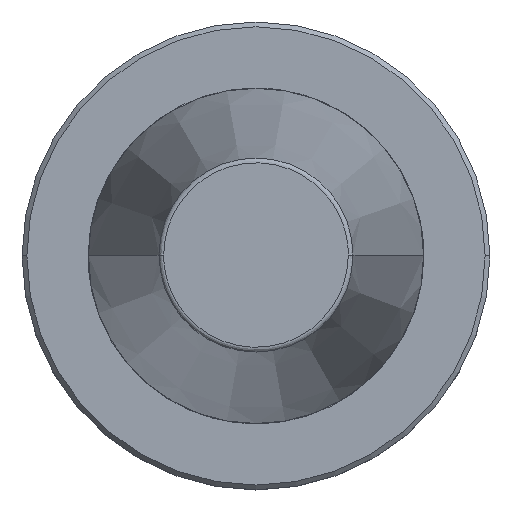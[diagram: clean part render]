
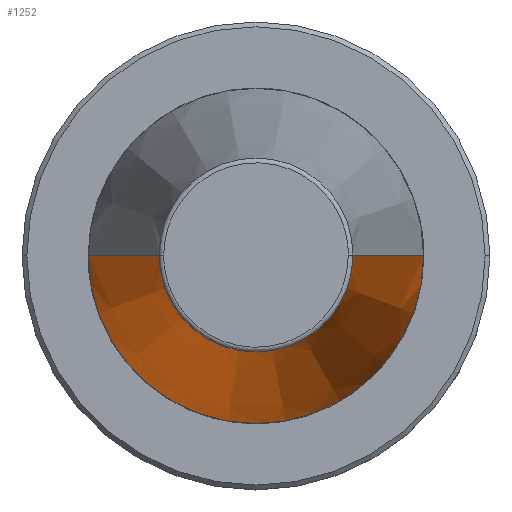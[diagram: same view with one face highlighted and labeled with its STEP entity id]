
A CAD part, top view. The second image highlights one B-rep face of the part: STEP entity #1252.
In plain terms, the highlighted conical face has half-angle 8.297 degrees and reference radius 34.925 mm.
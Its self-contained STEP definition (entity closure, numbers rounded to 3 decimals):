
#25 = VERTEX_POINT ( 'NONE', #1015 ) ;
#28 = VECTOR ( 'NONE', #1523, 1000. ) ;
#42 = EDGE_CURVE ( 'NONE', #1223, #108, #802, .T. ) ;
#74 = AXIS2_PLACEMENT_3D ( 'NONE', #1144, #1137, #1083 ) ;
#108 = VERTEX_POINT ( 'NONE', #1538 ) ;
#113 = CARTESIAN_POINT ( 'NONE',  ( 20.211, 0., 100.894 ) ) ;
#218 = EDGE_LOOP ( 'NONE', ( #982, #377, #1054, #927 ) ) ;
#315 = AXIS2_PLACEMENT_3D ( 'NONE', #991, #1026, #1136 ) ;
#377 = ORIENTED_EDGE ( 'NONE', *, *, #1530, .T. ) ;
#615 = LINE ( 'NONE', #640, #618 ) ;
#618 = VECTOR ( 'NONE', #1102, 1000. ) ;
#640 = CARTESIAN_POINT ( 'NONE',  ( 34.925, 0., 0. ) ) ;
#670 = VERTEX_POINT ( 'NONE', #113 ) ;
#676 = CIRCLE ( 'NONE', #315, 20.211 ) ;
#760 = EDGE_CURVE ( 'NONE', #670, #25, #615, .T. ) ;
#802 = LINE ( 'NONE', #1448, #28 ) ;
#828 = CONICAL_SURFACE ( 'NONE', #1401, 34.925, 0.145 ) ;
#877 = FACE_OUTER_BOUND ( 'NONE', #218, .T. ) ;
#927 = ORIENTED_EDGE ( 'NONE', *, *, #1127, .T. ) ;
#957 = DIRECTION ( 'NONE',  ( 0., 0., -1. ) ) ;
#973 = CARTESIAN_POINT ( 'NONE',  ( 0., 0., 0. ) ) ;
#982 = ORIENTED_EDGE ( 'NONE', *, *, #760, .F. ) ;
#991 = CARTESIAN_POINT ( 'NONE',  ( 0., 0., 100.894 ) ) ;
#998 = DIRECTION ( 'NONE',  ( -1., 0., 0. ) ) ;
#1015 = CARTESIAN_POINT ( 'NONE',  ( 34.925, 0., 0. ) ) ;
#1026 = DIRECTION ( 'NONE',  ( 0., 0., -1. ) ) ;
#1054 = ORIENTED_EDGE ( 'NONE', *, *, #42, .T. ) ;
#1083 = DIRECTION ( 'NONE',  ( -1., 0., 0. ) ) ;
#1102 = DIRECTION ( 'NONE',  ( 0.144, 0., -0.99 ) ) ;
#1127 = EDGE_CURVE ( 'NONE', #108, #25, #1416, .T. ) ;
#1136 = DIRECTION ( 'NONE',  ( -1., 0., 0. ) ) ;
#1137 = DIRECTION ( 'NONE',  ( 0., 0., 1. ) ) ;
#1144 = CARTESIAN_POINT ( 'NONE',  ( 0., 0., 0. ) ) ;
#1223 = VERTEX_POINT ( 'NONE', #1318 ) ;
#1252 = ADVANCED_FACE ( 'NONE', ( #877 ), #828, .T. ) ;
#1318 = CARTESIAN_POINT ( 'NONE',  ( -20.211, 0., 100.894 ) ) ;
#1401 = AXIS2_PLACEMENT_3D ( 'NONE', #973, #957, #998 ) ;
#1416 = CIRCLE ( 'NONE', #74, 34.925 ) ;
#1448 = CARTESIAN_POINT ( 'NONE',  ( -34.925, 0., 0. ) ) ;
#1523 = DIRECTION ( 'NONE',  ( -0.144, 0., -0.99 ) ) ;
#1530 = EDGE_CURVE ( 'NONE', #670, #1223, #676, .T. ) ;
#1538 = CARTESIAN_POINT ( 'NONE',  ( -34.925, 0., 0. ) ) ;
